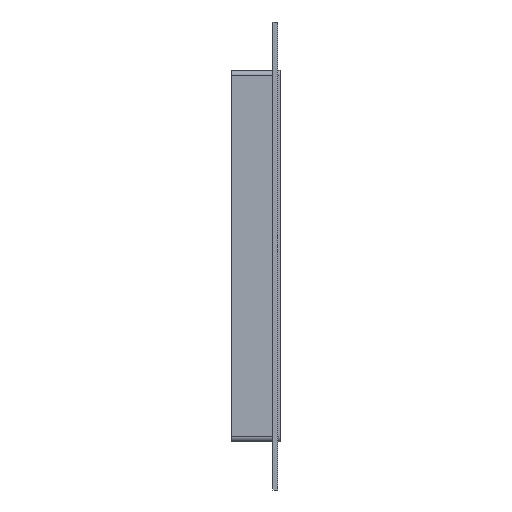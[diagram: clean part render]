
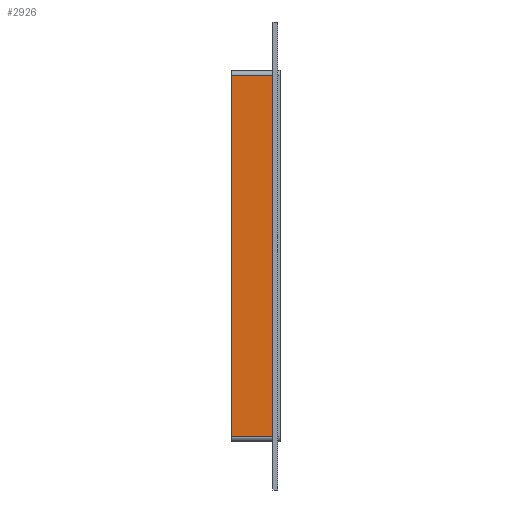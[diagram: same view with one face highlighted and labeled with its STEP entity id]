
A CAD part, left-side view. The second image highlights one B-rep face of the part: STEP entity #2926.
In plain terms, the highlighted planar face has unit normal (-1, 0, 0).
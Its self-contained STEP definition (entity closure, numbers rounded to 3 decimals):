
#1701=CARTESIAN_POINT('',(-392.5,57.0,-224.));
#1702=VERTEX_POINT('',#1701);
#1710=CARTESIAN_POINT('',(-392.5,57.0,224.));
#1711=VERTEX_POINT('',#1710);
#1712=CARTESIAN_POINT('',(-392.5,57.0,-224.0));
#1713=DIRECTION('',(0.0,0.0,1.0));
#1714=VECTOR('',#1713,448.0);
#1715=LINE('',#1712,#1714);
#1716=EDGE_CURVE('',#1702,#1711,#1715,.T.);
#2377=CARTESIAN_POINT('',(-392.5,6.,-224.));
#2378=VERTEX_POINT('',#2377);
#2428=CARTESIAN_POINT('',(-392.5,6.,224.));
#2429=VERTEX_POINT('',#2428);
#2437=CARTESIAN_POINT('',(-392.5,6.,-224.0));
#2438=DIRECTION('',(0.0,0.0,1.0));
#2439=VECTOR('',#2438,448.);
#2440=LINE('',#2437,#2439);
#2441=EDGE_CURVE('',#2378,#2429,#2440,.T.);
#2899=CARTESIAN_POINT('',(-392.5,6.,-224.));
#2900=DIRECTION('',(0.0,1.0,0.0));
#2901=VECTOR('',#2900,51.0);
#2902=LINE('',#2899,#2901);
#2903=EDGE_CURVE('',#2378,#1702,#2902,.T.);
#2910=CARTESIAN_POINT('',(-392.5,0.0,-230.));
#2911=DIRECTION('',(-1.0,0.0,0.0));
#2912=DIRECTION('',(0.0,0.0,1.0));
#2913=AXIS2_PLACEMENT_3D('',#2910,#2911,#2912);
#2914=PLANE('',#2913);
#2915=ORIENTED_EDGE('',*,*,#2441,.T.);
#2916=CARTESIAN_POINT('',(-392.5,57.0,224.));
#2917=DIRECTION('',(0.0,-1.0,0.0));
#2918=VECTOR('',#2917,51.0);
#2919=LINE('',#2916,#2918);
#2920=EDGE_CURVE('',#1711,#2429,#2919,.T.);
#2921=ORIENTED_EDGE('',*,*,#2920,.F.);
#2922=ORIENTED_EDGE('',*,*,#1716,.F.);
#2923=ORIENTED_EDGE('',*,*,#2903,.F.);
#2924=EDGE_LOOP('',(#2915,#2921,#2922,#2923));
#2925=FACE_OUTER_BOUND('',#2924,.T.);
#2926=ADVANCED_FACE('',(#2925),#2914,.T.);
